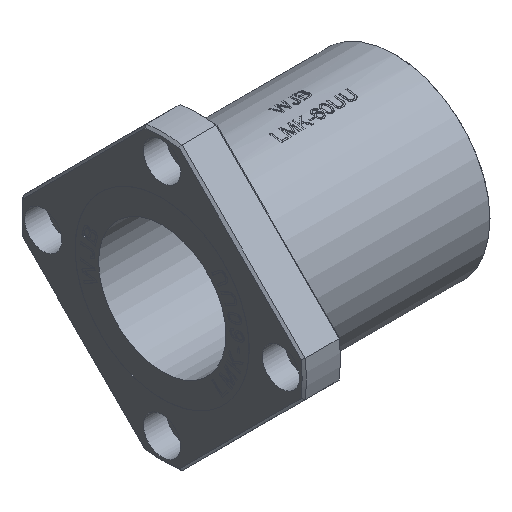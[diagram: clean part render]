
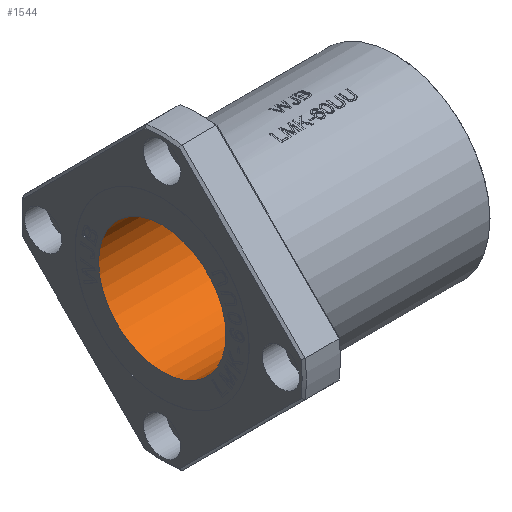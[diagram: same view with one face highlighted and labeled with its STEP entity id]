
A CAD part, isometric view. The second image highlights one B-rep face of the part: STEP entity #1544.
In plain terms, the highlighted cylindrical face has radius 30 mm (diameter 60 mm), a full revolution.
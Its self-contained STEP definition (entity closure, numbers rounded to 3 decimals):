
#466=FACE_BOUND('',#2250,.T.);
#467=FACE_BOUND('',#2251,.T.);
#539=CYLINDRICAL_SURFACE('',#6448,30.);
#1544=ADVANCED_FACE('',(#466,#467),#539,.F.);
#2250=EDGE_LOOP('',(#3374,#3375));
#2251=EDGE_LOOP('',(#3376,#3377));
#3374=ORIENTED_EDGE('',*,*,#5622,.F.);
#3375=ORIENTED_EDGE('',*,*,#5623,.F.);
#3376=ORIENTED_EDGE('',*,*,#5512,.T.);
#3377=ORIENTED_EDGE('',*,*,#5511,.T.);
#4904=VERTEX_POINT('',#8216);
#4905=VERTEX_POINT('',#8217);
#5015=VERTEX_POINT('',#8781);
#5016=VERTEX_POINT('',#8782);
#5511=EDGE_CURVE('',#4904,#4905,#6347,.T.);
#5512=EDGE_CURVE('',#4905,#4904,#6348,.T.);
#5622=EDGE_CURVE('',#5015,#5016,#6349,.T.);
#5623=EDGE_CURVE('',#5016,#5015,#6350,.T.);
#6347=CIRCLE('',#6411,30.);
#6348=CIRCLE('',#6412,30.);
#6349=CIRCLE('',#6414,30.);
#6350=CIRCLE('',#6415,30.);
#6411=AXIS2_PLACEMENT_3D('',#8215,#6774,#6775);
#6412=AXIS2_PLACEMENT_3D('',#8218,#6776,#6777);
#6414=AXIS2_PLACEMENT_3D('',#8780,#6851,#6852);
#6415=AXIS2_PLACEMENT_3D('',#8783,#6853,#6854);
#6448=AXIS2_PLACEMENT_3D('',#9454,#6967,#6968);
#6774=DIRECTION('',(-1.,0.,0.));
#6775=DIRECTION('',(0.,0.,1.));
#6776=DIRECTION('',(-1.,0.,0.));
#6777=DIRECTION('',(0.,0.,1.));
#6851=DIRECTION('',(-1.,0.,0.));
#6852=DIRECTION('',(0.,0.,-1.));
#6853=DIRECTION('',(-1.,0.,0.));
#6854=DIRECTION('',(0.,0.,-1.));
#6967=DIRECTION('',(-1.,0.,0.));
#6968=DIRECTION('',(0.,0.,1.));
#8215=CARTESIAN_POINT('',(0.1,0.,0.));
#8216=CARTESIAN_POINT('',(0.1,0.,30.));
#8217=CARTESIAN_POINT('',(0.1,0.,-30.));
#8218=CARTESIAN_POINT('',(0.1,0.,0.));
#8780=CARTESIAN_POINT('',(109.9,0.,0.));
#8781=CARTESIAN_POINT('',(109.9,0.,30.));
#8782=CARTESIAN_POINT('',(109.9,0.,-30.));
#8783=CARTESIAN_POINT('',(109.9,0.,0.));
#9454=CARTESIAN_POINT('',(109.9,0.,0.));
